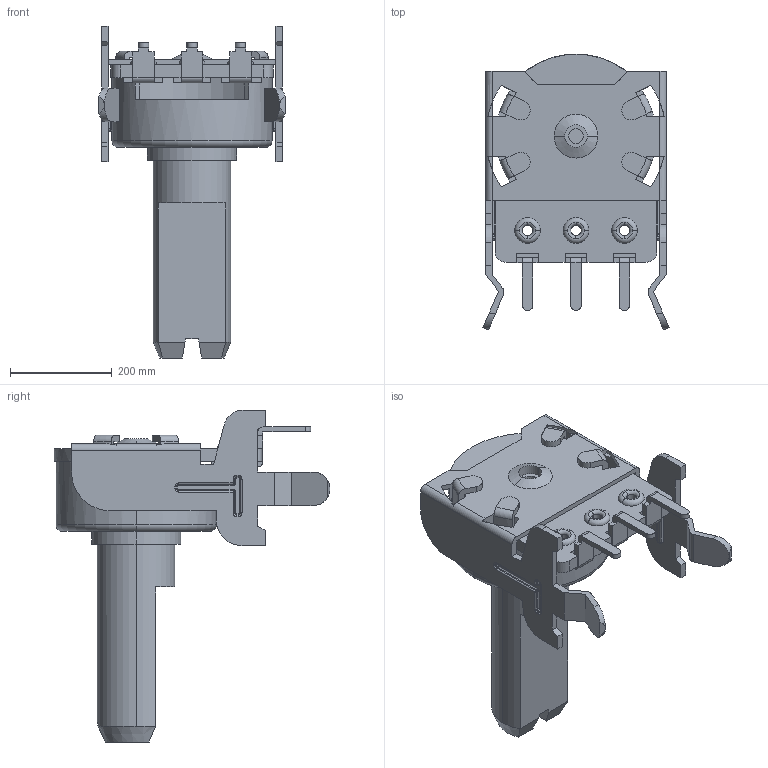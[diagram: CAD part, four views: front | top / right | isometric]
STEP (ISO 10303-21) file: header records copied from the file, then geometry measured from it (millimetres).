
FILE_DESCRIPTION((''),'2;1');
FILE_NAME('F122K','2017-03-15T',('eng23'),(''),'PRO/ENGINEER BY PARAMETRIC TECHNOLOGY CORPORATION, 2012480','PRO/ENGINEER BY PARAMETRIC TECHNOLOGY CORPORATION, 2012480','');
FILE_SCHEMA(('CONFIG_CONTROL_DESIGN'));
Length unit declared in the file: inch
Products named in the file (1): F122K
Bounding box: 365.76 x 542.29 x 652.78 mm (x, y, z)
Volume: 19773821.5 mm3; surface area: 1199613 mm2
Topology: 1 solids, 1 shells, 439 faces, 1164 edges, 724 vertices
Faces by surface type: plane 218, cylinder 151, torus 43, bspline 19, cone 4, sphere 4
Entity records: 13918 total; most frequent: CARTESIAN_POINT 2763, DIRECTION 2394, ORIENTED_EDGE 2328, EDGE_CURVE 1164, AXIS2_PLACEMENT_3D 840, VERTEX_POINT 724, VECTOR 714, LINE 714
